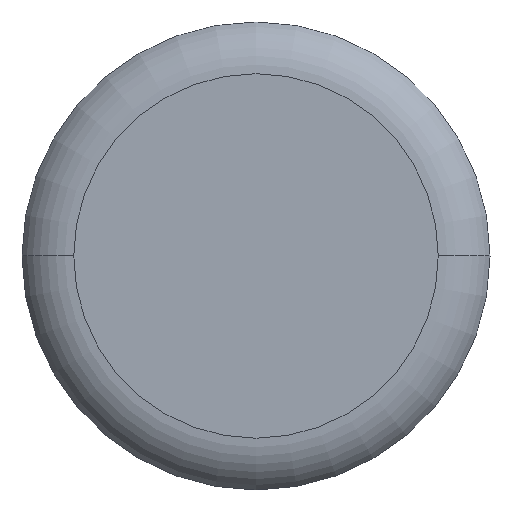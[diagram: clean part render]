
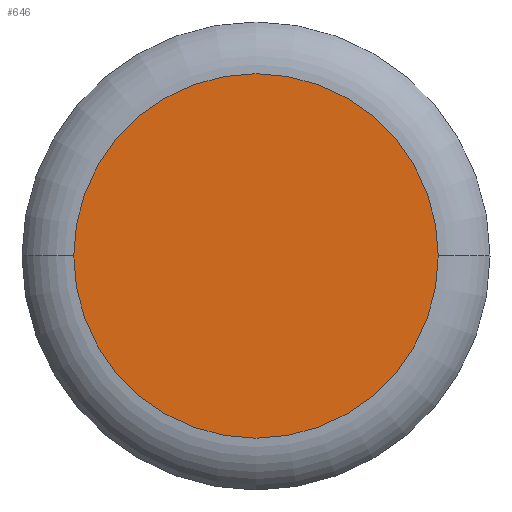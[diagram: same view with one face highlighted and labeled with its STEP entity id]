
A CAD part, top view. The second image highlights one B-rep face of the part: STEP entity #646.
In plain terms, the highlighted planar face has unit normal (0, 0, 1).
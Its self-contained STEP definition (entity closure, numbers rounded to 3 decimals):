
#25 = CARTESIAN_POINT ( 'NONE',  ( 0., -35., 32.9 ) ) ;
#53 = DIRECTION ( 'NONE',  ( 0., 0., 1. ) ) ;
#96 = VERTEX_POINT ( 'NONE', #455 ) ;
#106 = PLANE ( 'NONE',  #623 ) ;
#114 = EDGE_CURVE ( 'NONE', #96, #478, #625, .T. ) ;
#123 = DIRECTION ( 'NONE',  ( 1., 0., 0. ) ) ;
#174 = CIRCLE ( 'NONE', #569, 9.347 ) ;
#250 = DIRECTION ( 'NONE',  ( 0., 0., 1. ) ) ;
#299 = EDGE_LOOP ( 'NONE', ( #321, #606 ) ) ;
#321 = ORIENTED_EDGE ( 'NONE', *, *, #400, .T. ) ;
#372 = DIRECTION ( 'NONE',  ( 1., 0., 0. ) ) ;
#400 = EDGE_CURVE ( 'NONE', #478, #96, #174, .T. ) ;
#455 = CARTESIAN_POINT ( 'NONE',  ( 9.347, -35., 32.9 ) ) ;
#478 = VERTEX_POINT ( 'NONE', #603 ) ;
#523 = AXIS2_PLACEMENT_3D ( 'NONE', #25, #563, #123 ) ;
#537 = CARTESIAN_POINT ( 'NONE',  ( 0., -35., 32.9 ) ) ;
#554 = FACE_OUTER_BOUND ( 'NONE', #299, .T. ) ;
#563 = DIRECTION ( 'NONE',  ( 0., 0., 1. ) ) ;
#569 = AXIS2_PLACEMENT_3D ( 'NONE', #537, #250, #594 ) ;
#594 = DIRECTION ( 'NONE',  ( 1., 0., 0. ) ) ;
#603 = CARTESIAN_POINT ( 'NONE',  ( -9.347, -35., 32.9 ) ) ;
#606 = ORIENTED_EDGE ( 'NONE', *, *, #114, .T. ) ;
#623 = AXIS2_PLACEMENT_3D ( 'NONE', #705, #53, #372 ) ;
#625 = CIRCLE ( 'NONE', #523, 9.347 ) ;
#646 = ADVANCED_FACE ( 'NONE', ( #554 ), #106, .T. ) ;
#705 = CARTESIAN_POINT ( 'NONE',  ( 0., -35., 32.9 ) ) ;
